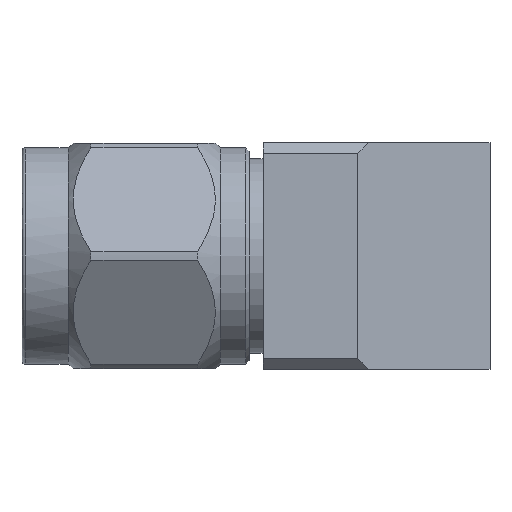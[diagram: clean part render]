
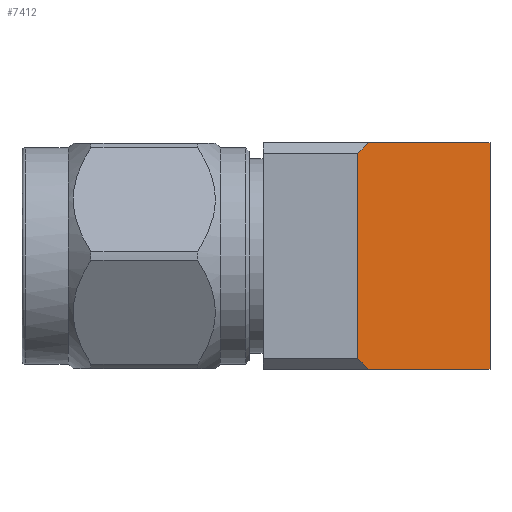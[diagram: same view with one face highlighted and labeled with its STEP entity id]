
A CAD part, left-side view. The second image highlights one B-rep face of the part: STEP entity #7412.
In plain terms, the highlighted planar face has unit normal (-0.708, -0.706, 0).
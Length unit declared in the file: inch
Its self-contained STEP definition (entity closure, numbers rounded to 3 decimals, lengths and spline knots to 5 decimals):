
#35 = EDGE_CURVE ( 'NONE', #3328, #6839, #8328, .T. ) ;
#55 = VERTEX_POINT ( 'NONE', #5012 ) ;
#313 = EDGE_CURVE ( 'NONE', #6839, #4779, #2146, .T. ) ;
#1038 = VECTOR ( 'NONE', #5785, 39.37008 ) ;
#1087 = LINE ( 'NONE', #9724, #9866 ) ;
#1163 = DIRECTION ( 'NONE',  ( 0.577, -0.579, -0.577 ) ) ;
#1219 = CARTESIAN_POINT ( 'NONE',  ( -0.09619, -0.03535, -0.20377 ) ) ;
#1359 = CARTESIAN_POINT ( 'NONE',  ( -0.15748, 0.02617, 0.15748 ) ) ;
#1585 = VECTOR ( 'NONE', #6471, 39.37008 ) ;
#2146 = LINE ( 'NONE', #6518, #1038 ) ;
#2476 = CARTESIAN_POINT ( 'NONE',  ( -0.44673, 0.3165, -0.2 ) ) ;
#2834 = DIRECTION ( 'NONE',  ( 0.706, -0.708, 0. ) ) ;
#3136 = ORIENTED_EDGE ( 'NONE', *, *, #313, .F. ) ;
#3328 = VERTEX_POINT ( 'NONE', #6161 ) ;
#3442 = AXIS2_PLACEMENT_3D ( 'NONE', #2476, #9262, #9208 ) ;
#3923 = ORIENTED_EDGE ( 'NONE', *, *, #9453, .T. ) ;
#4059 = CARTESIAN_POINT ( 'NONE',  ( -0.15748, 0.02617, 0.14248 ) ) ;
#4157 = EDGE_LOOP ( 'NONE', ( #6746, #10502, #3923, #3136, #5930, #7683 ) ) ;
#4287 = DIRECTION ( 'NONE',  ( -0.577, 0.579, -0.577 ) ) ;
#4397 = LINE ( 'NONE', #6027, #7564 ) ;
#4779 = VERTEX_POINT ( 'NONE', #7963 ) ;
#4914 = CARTESIAN_POINT ( 'NONE',  ( 0.02549, -0.15748, 0.15748 ) ) ;
#5012 = CARTESIAN_POINT ( 'NONE',  ( -0.15748, 0.02617, -0.14248 ) ) ;
#5424 = CARTESIAN_POINT ( 'NONE',  ( -0.14248, 0.01112, -0.15748 ) ) ;
#5432 = LINE ( 'NONE', #1219, #10574 ) ;
#5785 = DIRECTION ( 'NONE',  ( 0., 0., -1. ) ) ;
#5889 = VERTEX_POINT ( 'NONE', #4059 ) ;
#5930 = ORIENTED_EDGE ( 'NONE', *, *, #35, .F. ) ;
#6027 = CARTESIAN_POINT ( 'NONE',  ( -0.13877, 0.00739, 0.16119 ) ) ;
#6161 = CARTESIAN_POINT ( 'NONE',  ( -0.14248, 0.01112, 0.15748 ) ) ;
#6471 = DIRECTION ( 'NONE',  ( 0.706, -0.708, 0. ) ) ;
#6518 = CARTESIAN_POINT ( 'NONE',  ( 0.02549, -0.15748, 0.15748 ) ) ;
#6629 = DIRECTION ( 'NONE',  ( 0., 0., 1. ) ) ;
#6746 = ORIENTED_EDGE ( 'NONE', *, *, #7253, .F. ) ;
#6839 = VERTEX_POINT ( 'NONE', #4914 ) ;
#6859 = EDGE_CURVE ( 'NONE', #3328, #5889, #4397, .T. ) ;
#7200 = VECTOR ( 'NONE', #6629, 39.37008 ) ;
#7253 = EDGE_CURVE ( 'NONE', #55, #5889, #7310, .T. ) ;
#7310 = LINE ( 'NONE', #1359, #7200 ) ;
#7412 = ADVANCED_FACE ( 'NONE', ( #10936 ), #8372, .F. ) ;
#7564 = VECTOR ( 'NONE', #4287, 39.37008 ) ;
#7683 = ORIENTED_EDGE ( 'NONE', *, *, #6859, .T. ) ;
#7963 = CARTESIAN_POINT ( 'NONE',  ( 0.02549, -0.15748, -0.15748 ) ) ;
#8328 = LINE ( 'NONE', #8997, #1585 ) ;
#8372 = PLANE ( 'NONE',  #3442 ) ;
#8997 = CARTESIAN_POINT ( 'NONE',  ( -0.06595, -0.0657, 0.15748 ) ) ;
#9208 = DIRECTION ( 'NONE',  ( 0., 0., -1. ) ) ;
#9262 = DIRECTION ( 'NONE',  ( 0.708, 0.706, 0. ) ) ;
#9453 = EDGE_CURVE ( 'NONE', #10621, #4779, #1087, .T. ) ;
#9724 = CARTESIAN_POINT ( 'NONE',  ( -0.06595, -0.0657, -0.15748 ) ) ;
#9866 = VECTOR ( 'NONE', #2834, 39.37008 ) ;
#10202 = EDGE_CURVE ( 'NONE', #55, #10621, #5432, .T. ) ;
#10502 = ORIENTED_EDGE ( 'NONE', *, *, #10202, .T. ) ;
#10574 = VECTOR ( 'NONE', #1163, 39.37008 ) ;
#10621 = VERTEX_POINT ( 'NONE', #5424 ) ;
#10936 = FACE_OUTER_BOUND ( 'NONE', #4157, .T. ) ;
